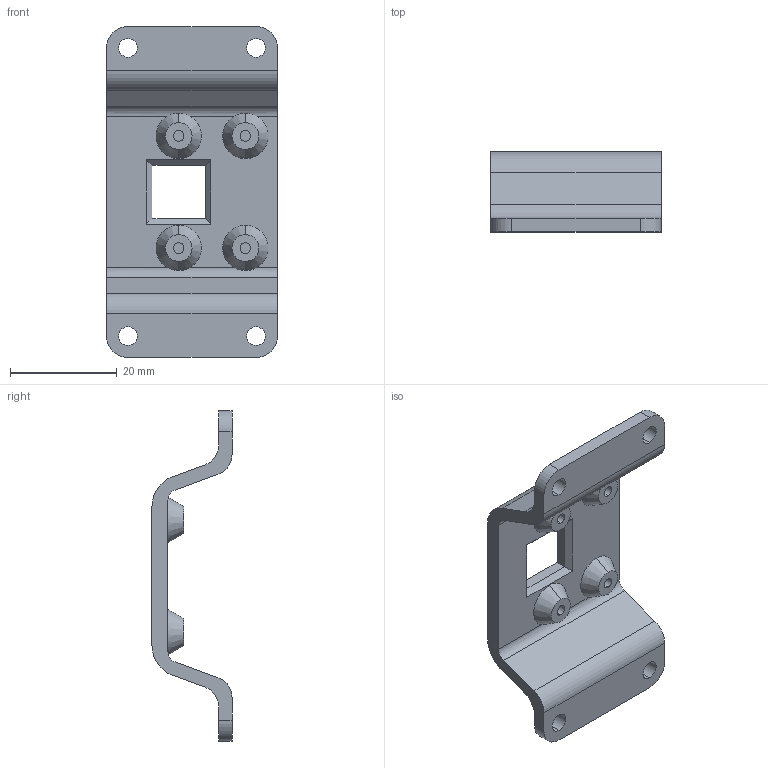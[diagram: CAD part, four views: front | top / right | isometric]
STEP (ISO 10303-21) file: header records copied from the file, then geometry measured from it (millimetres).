
FILE_DESCRIPTION (( 'STEP AP203' ), '1' );
FILE_NAME ('ÄåðæàòåëüRPiCameraV2.STEP', '2021-07-07T09:03:33', ( '' ), ( '' ), 'SwSTEP 2.0', 'SolidWorks 2017', '' );
FILE_SCHEMA (( 'CONFIG_CONTROL_DESIGN' ));
Length unit declared in the file: millimetre
Products named in the file (1): 腻疰囹咫黂PiCameraV2
Bounding box: 32 x 15 x 62 mm (x, y, z)
Volume: 6594.8 mm3; surface area: 5598.1 mm2
Topology: 1 solids, 1 shells, 71 faces, 188 edges, 124 vertices
Faces by surface type: plane 35, cylinder 28, cone 8
Entity records: 2359 total; most frequent: CARTESIAN_POINT 440, DIRECTION 396, ORIENTED_EDGE 376, EDGE_CURVE 188, AXIS2_PLACEMENT_3D 144, VERTEX_POINT 124, VECTOR 108, LINE 108
